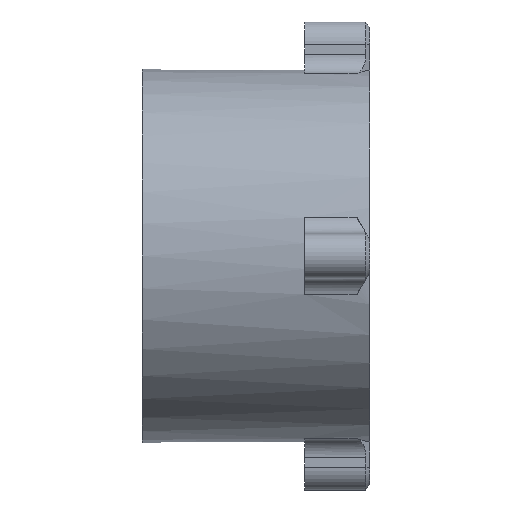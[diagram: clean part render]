
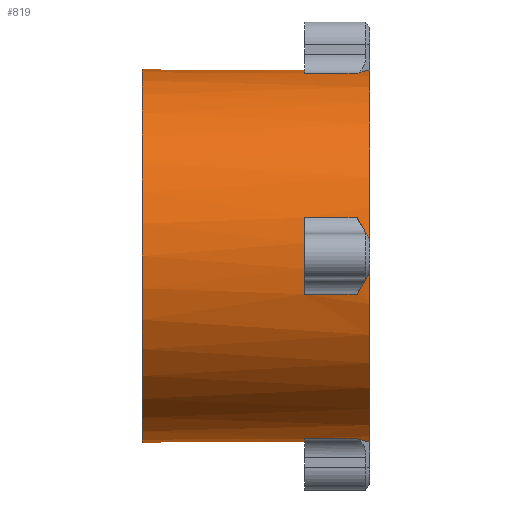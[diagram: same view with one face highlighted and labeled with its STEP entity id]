
A CAD part, left-side view. The second image highlights one B-rep face of the part: STEP entity #819.
In plain terms, the highlighted cylindrical face has radius 57.4 mm (diameter 114.8 mm), a full revolution.
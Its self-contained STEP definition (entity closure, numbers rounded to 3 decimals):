
#93=FACE_OUTER_BOUND('',#146,.T.);
#146=EDGE_LOOP('',(#729,#730,#731,#732,#733,#734,#735,#736,#737,#738,#739,
#740,#741,#742,#743,#744,#745,#746,#747,#748,#749,#750,#751,#752,#753,#754,
#755,#756));
#157=CIRCLE('',#876,57.4);
#158=CIRCLE('',#877,57.4);
#160=CIRCLE('',#879,57.4);
#162=CIRCLE('',#881,57.4);
#173=CIRCLE('',#905,57.4);
#174=CIRCLE('',#906,57.4);
#177=CIRCLE('',#912,57.4);
#180=CIRCLE('',#918,57.4);
#186=CIRCLE('',#938,57.4);
#188=CIRCLE('',#942,57.4);
#190=LINE('',#1217,#252);
#195=LINE('',#1232,#257);
#200=LINE('',#1247,#262);
#205=LINE('',#1262,#267);
#210=LINE('',#1277,#272);
#215=LINE('',#1292,#277);
#237=LINE('',#1400,#299);
#242=LINE('',#1415,#304);
#250=LINE('',#1445,#312);
#252=VECTOR('',#953,10.);
#257=VECTOR('',#966,10.);
#262=VECTOR('',#979,10.);
#267=VECTOR('',#992,10.);
#272=VECTOR('',#1005,10.);
#277=VECTOR('',#1018,10.);
#299=VECTOR('',#1150,10.);
#304=VECTOR('',#1163,10.);
#312=VECTOR('',#1205,57.4);
#319=ELLIPSE('',#869,66.28,57.4);
#320=ELLIPSE('',#874,66.28,57.4);
#321=ELLIPSE('',#889,66.28,57.4);
#322=ELLIPSE('',#893,66.28,57.4);
#323=ELLIPSE('',#895,66.28,57.4);
#324=ELLIPSE('',#899,66.28,57.4);
#327=ELLIPSE('',#928,66.28,57.4);
#328=ELLIPSE('',#932,66.28,57.4);
#329=VERTEX_POINT('',#1210);
#332=VERTEX_POINT('',#1215);
#335=VERTEX_POINT('',#1225);
#338=VERTEX_POINT('',#1230);
#341=VERTEX_POINT('',#1240);
#344=VERTEX_POINT('',#1245);
#347=VERTEX_POINT('',#1255);
#350=VERTEX_POINT('',#1260);
#353=VERTEX_POINT('',#1270);
#356=VERTEX_POINT('',#1275);
#359=VERTEX_POINT('',#1285);
#362=VERTEX_POINT('',#1290);
#365=VERTEX_POINT('',#1300);
#368=VERTEX_POINT('',#1311);
#369=VERTEX_POINT('',#1315);
#370=VERTEX_POINT('',#1317);
#373=VERTEX_POINT('',#1323);
#374=VERTEX_POINT('',#1325);
#377=VERTEX_POINT('',#1331);
#378=VERTEX_POINT('',#1333);
#387=VERTEX_POINT('',#1373);
#390=VERTEX_POINT('',#1393);
#393=VERTEX_POINT('',#1398);
#396=VERTEX_POINT('',#1408);
#399=VERTEX_POINT('',#1413);
#404=VERTEX_POINT('',#1443);
#408=EDGE_CURVE('',#332,#329,#190,.T.);
#415=EDGE_CURVE('',#338,#335,#195,.T.);
#422=EDGE_CURVE('',#344,#341,#200,.T.);
#429=EDGE_CURVE('',#350,#347,#205,.T.);
#436=EDGE_CURVE('',#356,#353,#210,.T.);
#443=EDGE_CURVE('',#362,#359,#215,.T.);
#447=EDGE_CURVE('',#329,#365,#319,.T.);
#453=EDGE_CURVE('',#368,#338,#320,.F.);
#455=EDGE_CURVE('',#368,#369,#157,.T.);
#456=EDGE_CURVE('',#370,#365,#158,.T.);
#460=EDGE_CURVE('',#374,#373,#160,.T.);
#464=EDGE_CURVE('',#378,#377,#162,.T.);
#473=EDGE_CURVE('',#341,#373,#321,.T.);
#477=EDGE_CURVE('',#370,#350,#322,.F.);
#478=EDGE_CURVE('',#353,#377,#323,.T.);
#482=EDGE_CURVE('',#374,#362,#324,.F.);
#486=EDGE_CURVE('',#387,#335,#173,.T.);
#487=EDGE_CURVE('',#332,#387,#174,.T.);
#491=EDGE_CURVE('',#344,#347,#177,.T.);
#495=EDGE_CURVE('',#356,#359,#180,.T.);
#499=EDGE_CURVE('',#393,#390,#237,.T.);
#506=EDGE_CURVE('',#399,#396,#242,.T.);
#510=EDGE_CURVE('',#390,#369,#327,.T.);
#514=EDGE_CURVE('',#378,#399,#328,.F.);
#518=EDGE_CURVE('',#393,#396,#186,.T.);
#521=EDGE_CURVE('',#404,#404,#188,.T.);
#522=EDGE_CURVE('',#404,#387,#250,.T.);
#729=ORIENTED_EDGE('',*,*,#521,.F.);
#730=ORIENTED_EDGE('',*,*,#522,.T.);
#731=ORIENTED_EDGE('',*,*,#486,.T.);
#732=ORIENTED_EDGE('',*,*,#415,.F.);
#733=ORIENTED_EDGE('',*,*,#453,.F.);
#734=ORIENTED_EDGE('',*,*,#455,.T.);
#735=ORIENTED_EDGE('',*,*,#510,.F.);
#736=ORIENTED_EDGE('',*,*,#499,.F.);
#737=ORIENTED_EDGE('',*,*,#518,.T.);
#738=ORIENTED_EDGE('',*,*,#506,.F.);
#739=ORIENTED_EDGE('',*,*,#514,.F.);
#740=ORIENTED_EDGE('',*,*,#464,.T.);
#741=ORIENTED_EDGE('',*,*,#478,.F.);
#742=ORIENTED_EDGE('',*,*,#436,.F.);
#743=ORIENTED_EDGE('',*,*,#495,.T.);
#744=ORIENTED_EDGE('',*,*,#443,.F.);
#745=ORIENTED_EDGE('',*,*,#482,.F.);
#746=ORIENTED_EDGE('',*,*,#460,.T.);
#747=ORIENTED_EDGE('',*,*,#473,.F.);
#748=ORIENTED_EDGE('',*,*,#422,.F.);
#749=ORIENTED_EDGE('',*,*,#491,.T.);
#750=ORIENTED_EDGE('',*,*,#429,.F.);
#751=ORIENTED_EDGE('',*,*,#477,.F.);
#752=ORIENTED_EDGE('',*,*,#456,.T.);
#753=ORIENTED_EDGE('',*,*,#447,.F.);
#754=ORIENTED_EDGE('',*,*,#408,.F.);
#755=ORIENTED_EDGE('',*,*,#487,.T.);
#756=ORIENTED_EDGE('',*,*,#522,.F.);
#776=CYLINDRICAL_SURFACE('',#941,57.4);
#819=ADVANCED_FACE('',(#93),#776,.T.);
#869=AXIS2_PLACEMENT_3D('',#1301,#1026,#1027);
#874=AXIS2_PLACEMENT_3D('',#1312,#1039,#1040);
#876=AXIS2_PLACEMENT_3D('',#1316,#1044,#1045);
#877=AXIS2_PLACEMENT_3D('',#1318,#1046,#1047);
#879=AXIS2_PLACEMENT_3D('',#1326,#1052,#1053);
#881=AXIS2_PLACEMENT_3D('',#1334,#1058,#1059);
#889=AXIS2_PLACEMENT_3D('',#1351,#1076,#1077);
#893=AXIS2_PLACEMENT_3D('',#1357,#1086,#1087);
#895=AXIS2_PLACEMENT_3D('',#1359,#1090,#1091);
#899=AXIS2_PLACEMENT_3D('',#1365,#1100,#1101);
#905=AXIS2_PLACEMENT_3D('',#1374,#1113,#1114);
#906=AXIS2_PLACEMENT_3D('',#1375,#1115,#1116);
#912=AXIS2_PLACEMENT_3D('',#1383,#1128,#1129);
#918=AXIS2_PLACEMENT_3D('',#1391,#1141,#1142);
#928=AXIS2_PLACEMENT_3D('',#1423,#1171,#1172);
#932=AXIS2_PLACEMENT_3D('',#1429,#1181,#1182);
#938=AXIS2_PLACEMENT_3D('',#1437,#1194,#1195);
#941=AXIS2_PLACEMENT_3D('',#1442,#1201,#1202);
#942=AXIS2_PLACEMENT_3D('',#1444,#1203,#1204);
#953=DIRECTION('',(0.,-1.,0.));
#966=DIRECTION('',(0.,1.,0.));
#979=DIRECTION('',(0.,-1.,0.));
#992=DIRECTION('',(0.,1.,0.));
#1005=DIRECTION('',(0.,-1.,0.));
#1018=DIRECTION('',(0.,1.,0.));
#1026=DIRECTION('center_axis',(0.,0.866,-0.5));
#1027=DIRECTION('ref_axis',(0.,0.5,0.866));
#1039=DIRECTION('center_axis',(0.,-0.866,
-0.5));
#1040=DIRECTION('ref_axis',(0.,-0.5,0.866));
#1044=DIRECTION('center_axis',(0.,1.,0.));
#1045=DIRECTION('ref_axis',(-1.,0.,0.));
#1046=DIRECTION('center_axis',(0.,1.,0.));
#1047=DIRECTION('ref_axis',(-1.,0.,0.));
#1052=DIRECTION('center_axis',(0.,1.,0.));
#1053=DIRECTION('ref_axis',(-1.,0.,0.));
#1058=DIRECTION('center_axis',(0.,1.,0.));
#1059=DIRECTION('ref_axis',(-1.,0.,0.));
#1076=DIRECTION('center_axis',(0.5,0.866,0.));
#1077=DIRECTION('ref_axis',(-0.866,0.5,0.));
#1086=DIRECTION('center_axis',(0.5,-0.866,0.));
#1087=DIRECTION('ref_axis',(-0.866,-0.5,0.));
#1090=DIRECTION('center_axis',(0.,0.866,
0.5));
#1091=DIRECTION('ref_axis',(0.,-0.5,0.866));
#1100=DIRECTION('center_axis',(0.,-0.866,
0.5));
#1101=DIRECTION('ref_axis',(0.,0.5,0.866));
#1113=DIRECTION('center_axis',(0.,1.,0.));
#1114=DIRECTION('ref_axis',(-1.,0.,0.));
#1115=DIRECTION('center_axis',(0.,1.,0.));
#1116=DIRECTION('ref_axis',(-1.,0.,0.));
#1128=DIRECTION('center_axis',(0.,1.,0.));
#1129=DIRECTION('ref_axis',(-1.,0.,0.));
#1141=DIRECTION('center_axis',(0.,1.,0.));
#1142=DIRECTION('ref_axis',(-1.,0.,0.));
#1150=DIRECTION('',(0.,-1.,0.));
#1163=DIRECTION('',(0.,1.,0.));
#1171=DIRECTION('center_axis',(-0.5,0.866,0.));
#1172=DIRECTION('ref_axis',(-0.866,-0.5,0.));
#1181=DIRECTION('center_axis',(-0.5,-0.866,0.));
#1182=DIRECTION('ref_axis',(-0.866,0.5,0.));
#1194=DIRECTION('center_axis',(0.,1.,0.));
#1195=DIRECTION('ref_axis',(-1.,0.,0.));
#1201=DIRECTION('center_axis',(0.,1.,0.));
#1202=DIRECTION('ref_axis',(-1.,0.,0.));
#1203=DIRECTION('center_axis',(0.,1.,0.));
#1204=DIRECTION('ref_axis',(-1.,0.,0.));
#1205=DIRECTION('',(0.,-1.,0.));
#1210=CARTESIAN_POINT('',(56.18,3.908,11.77));
#1215=CARTESIAN_POINT('',(56.18,20.,11.77));
#1217=CARTESIAN_POINT('',(56.18,0.,11.77));
#1225=CARTESIAN_POINT('',(56.18,20.,-11.77));
#1230=CARTESIAN_POINT('',(56.18,3.908,-11.77));
#1232=CARTESIAN_POINT('',(56.18,0.,-11.77));
#1240=CARTESIAN_POINT('',(-11.77,3.908,56.18));
#1245=CARTESIAN_POINT('',(-11.77,20.,56.18));
#1247=CARTESIAN_POINT('',(-11.77,0.,56.18));
#1255=CARTESIAN_POINT('',(11.77,20.,56.18));
#1260=CARTESIAN_POINT('',(11.77,3.908,56.18));
#1262=CARTESIAN_POINT('',(11.77,0.,56.18));
#1270=CARTESIAN_POINT('',(-56.18,3.908,-11.77));
#1275=CARTESIAN_POINT('',(-56.18,20.,-11.77));
#1277=CARTESIAN_POINT('',(-56.18,0.,-11.77));
#1285=CARTESIAN_POINT('',(-56.18,20.,11.77));
#1290=CARTESIAN_POINT('',(-56.18,3.908,11.77));
#1292=CARTESIAN_POINT('',(-56.18,0.,11.77));
#1300=CARTESIAN_POINT('',(57.182,0.,5.));
#1301=CARTESIAN_POINT('Origin',(0.,-2.887,0.));
#1311=CARTESIAN_POINT('',(57.182,0.,-5.));
#1312=CARTESIAN_POINT('Origin',(0.,-2.887,0.));
#1315=CARTESIAN_POINT('',(5.,0.,-57.182));
#1316=CARTESIAN_POINT('Origin',(0.,0.,0.));
#1317=CARTESIAN_POINT('',(5.,0.,57.182));
#1318=CARTESIAN_POINT('Origin',(0.,0.,0.));
#1323=CARTESIAN_POINT('',(-5.,0.,57.182));
#1325=CARTESIAN_POINT('',(-57.182,0.,5.));
#1326=CARTESIAN_POINT('Origin',(0.,0.,0.));
#1331=CARTESIAN_POINT('',(-57.182,0.,-5.));
#1333=CARTESIAN_POINT('',(-5.,0.,-57.182));
#1334=CARTESIAN_POINT('Origin',(0.,0.,0.));
#1351=CARTESIAN_POINT('Origin',(0.,-2.887,0.));
#1357=CARTESIAN_POINT('Origin',(0.,-2.887,0.));
#1359=CARTESIAN_POINT('Origin',(0.,-2.887,0.));
#1365=CARTESIAN_POINT('Origin',(0.,-2.887,0.));
#1373=CARTESIAN_POINT('',(57.4,20.,0.));
#1374=CARTESIAN_POINT('Origin',(0.,20.,0.));
#1375=CARTESIAN_POINT('Origin',(0.,20.,0.));
#1383=CARTESIAN_POINT('Origin',(0.,20.,0.));
#1391=CARTESIAN_POINT('Origin',(0.,20.,0.));
#1393=CARTESIAN_POINT('',(11.77,3.908,-56.18));
#1398=CARTESIAN_POINT('',(11.77,20.,-56.18));
#1400=CARTESIAN_POINT('',(11.77,0.,-56.18));
#1408=CARTESIAN_POINT('',(-11.77,20.,-56.18));
#1413=CARTESIAN_POINT('',(-11.77,3.908,-56.18));
#1415=CARTESIAN_POINT('',(-11.77,0.,-56.18));
#1423=CARTESIAN_POINT('Origin',(0.,-2.887,0.));
#1429=CARTESIAN_POINT('Origin',(0.,-2.887,0.));
#1437=CARTESIAN_POINT('Origin',(0.,20.,0.));
#1442=CARTESIAN_POINT('Origin',(0.,0.,0.));
#1443=CARTESIAN_POINT('',(57.4,70.,0.));
#1444=CARTESIAN_POINT('Origin',(0.,70.,0.));
#1445=CARTESIAN_POINT('',(57.4,0.,0.));
